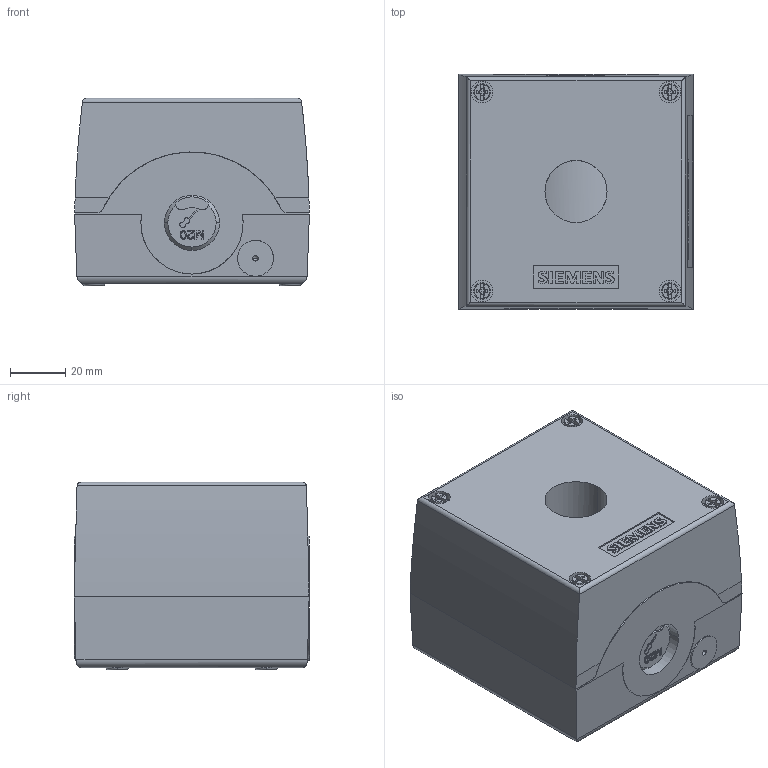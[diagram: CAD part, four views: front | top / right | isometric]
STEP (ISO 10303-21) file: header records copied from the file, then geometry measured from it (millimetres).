
FILE_DESCRIPTION(('STEP AP214'),'1');
FILE_NAME('cctmp_27428318-E105-47B1-9E7F-D392EE1523BB_2023_07_21_16_49_42_0825..stp','2023-07-21T14:49:43',('SIEMENS A&D'),('CADClick - www.CADClick.com'),'Spatial InterOp 3D postprocessed',' ','unknown authorization');
FILE_SCHEMA(('AUTOMOTIVE_DESIGN'));
Length unit declared in the file: millimetre
Products named in the file (1): 2023_07_21_16_49_42_0793
Bounding box: 85.04 x 85.2 x 68 mm (x, y, z)
Volume: 427873.8 mm3; surface area: 51423.8 mm2
Topology: 1 solids, 2 shells, 979 faces, 2692 edges, 1789 vertices
Faces by surface type: plane 686, cylinder 203, bspline 48, cone 32, torus 8, sphere 2
Entity records: 54423 total; most frequent: CARTESIAN_POINT 8581, STYLED_ITEM 5459, PRESENTATION_STYLE_ASSIGNMENT 5459, ORIENTED_EDGE 5380, DIRECTION 4874, EDGE_CURVE 2690, CURVE_STYLE 2690, DRAUGHTING_PRE_DEFINED_CURVE_FONT 2690
